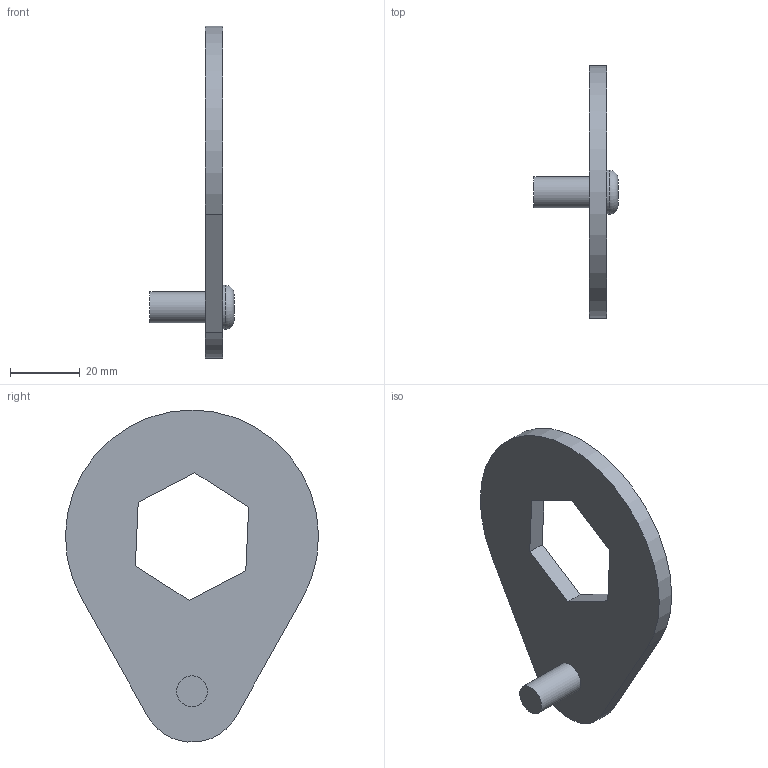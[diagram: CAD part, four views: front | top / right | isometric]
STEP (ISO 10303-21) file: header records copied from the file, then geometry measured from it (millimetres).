
FILE_DESCRIPTION( ( '' ), ' ' );
FILE_NAME( '5daeae5f2b805c1656a9faa5.step', '2019-10-22T07:23:11', ( '' ), ( '' ), ' ', ' ', ' ' );
FILE_SCHEMA( ( 'AUTOMOTIVE_DESIGN { 1 0 10303 214 1 1 1 1 }' ) );
Length unit declared in the file: metre
Products named in the file (1): Part 14
Bounding box: 24.13 x 72.7 x 95.36 mm (x, y, z)
Volume: 22060.6 mm3; surface area: 10561.2 mm2
Topology: 1 solids, 1 shells, 17 faces, 38 edges, 25 vertices
Faces by surface type: plane 12, cylinder 4, torus 1
Full cylindrical faces by diameter (mm): 8.89 x1, 12.7 x1
Entity records: 614 total; most frequent: DIRECTION 80, CARTESIAN_POINT 78, ORIENTED_EDGE 70, EDGE_CURVE 35, AXIS2_PLACEMENT_3D 27, LINE 26, VECTOR 26, VERTEX_POINT 25
